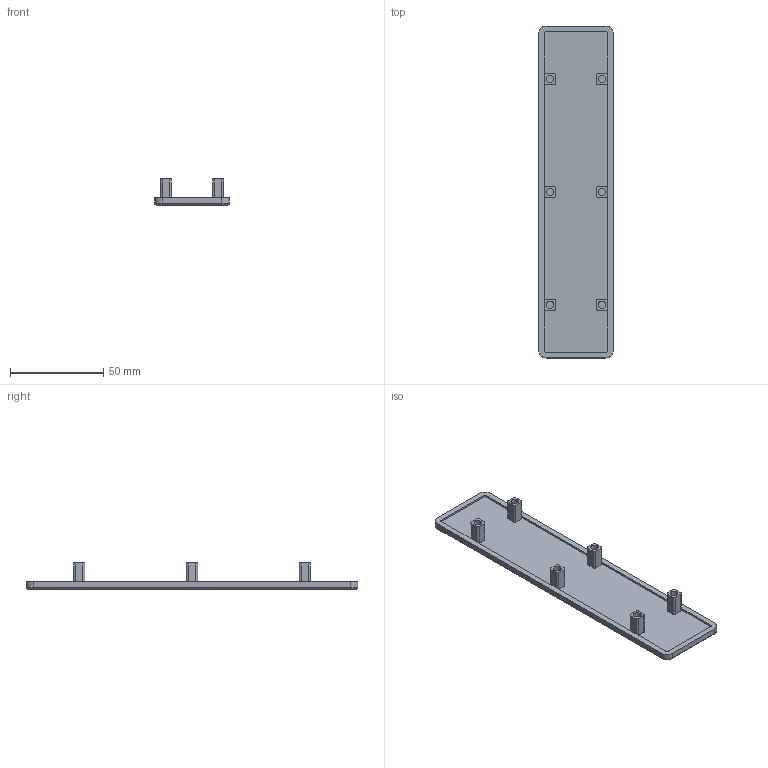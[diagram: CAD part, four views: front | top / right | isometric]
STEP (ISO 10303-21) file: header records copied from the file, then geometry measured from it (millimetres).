
FILE_DESCRIPTION (( 'STEP AP214' ), '1' );
FILE_NAME ('FIXE08E1087-Cache équerre 8 160x80x40 Zn.step', '2023-03-24T10:01:03', ( 'Altae' ), ( '' ), 'SwSTEP 2.0', 'SolidWorks 2021', '' );
FILE_SCHEMA (( 'AUTOMOTIVE_DESIGN' ));
Length unit declared in the file: millimetre
Products named in the file (1): FIXE08E1087-Cache équerre 8 160x80x40 Zn
Bounding box: 40 x 178 x 14 mm (x, y, z)
Volume: 24353.6 mm3; surface area: 18030 mm2
Topology: 1 solids, 1 shells, 105 faces, 268 edges, 172 vertices
Faces by surface type: plane 53, cylinder 48, bspline 4
Entity records: 3324 total; most frequent: CARTESIAN_POINT 682, DIRECTION 564, ORIENTED_EDGE 536, EDGE_CURVE 268, AXIS2_PLACEMENT_3D 198, VERTEX_POINT 172, VECTOR 168, LINE 168
